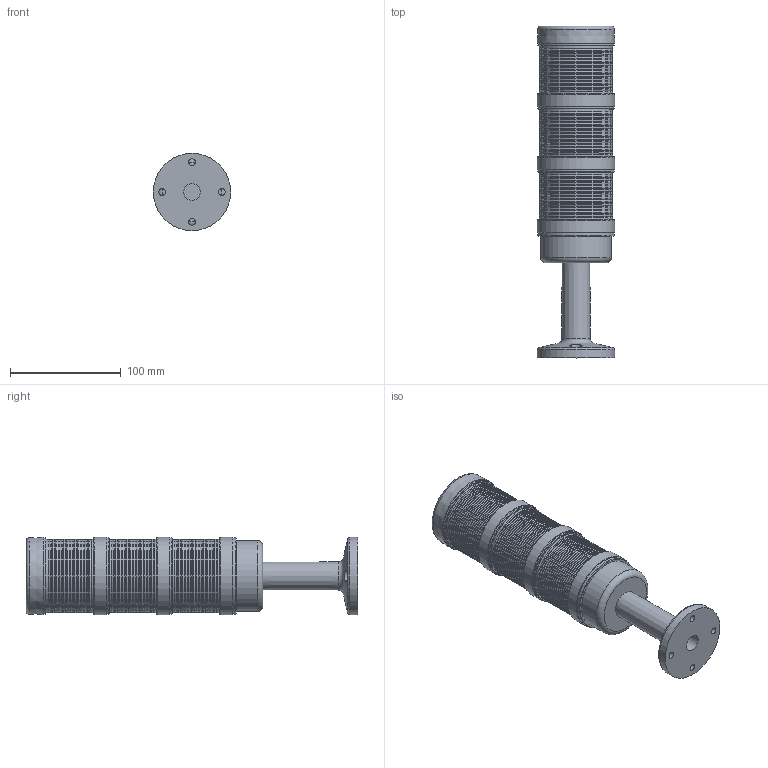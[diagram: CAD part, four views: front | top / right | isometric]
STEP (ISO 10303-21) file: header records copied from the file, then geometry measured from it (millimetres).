
FILE_DESCRIPTION(/* description */ (''),/* implementation_level */ '2;1');
FILE_NAME(/* name */ 'Signal_tower.stp',/* time_stamp */ '2017-09-22T19:23:45+02:00',/* author */ ('Cad'),/* organization */ (''),/* preprocessor_version */ 'ST-DEVELOPER v16.5',/* originating_system */ 'Autodesk Inventor 2017',/* authorisation */ '');
FILE_SCHEMA (('AUTOMOTIVE_DESIGN { 1 0 10303 214 3 1 1 }'));
Length unit declared in the file: millimetre
Products named in the file (6): Signal_tower; Signal_tower_A; Signal_tower_B; Signal_tower_C; Signal_tower_D; Signal_tower_E
Assembly tree (5 placements, depth 2):
  Signal_tower
    Signal_tower_A
    Signal_tower_B
    Signal_tower_C
    Signal_tower_D
    Signal_tower_E
Bounding box: 70 x 300 x 70 mm (x, y, z)
Volume: 296370.5 mm3; surface area: 155476.7 mm2
Topology: 5 solids, 5 shells, 180 faces, 339 edges, 191 vertices
Faces by surface type: cylinder 80, torus 53, plane 33, cone 14
Full cylindrical faces by diameter (mm): 6 x4, 11 x4, 15 x1, 62 x3, 64 x1, 65 x8, 66 x51, 69 x4, 70 x4
Entity records: 3929 total; most frequent: DIRECTION 734, CARTESIAN_POINT 683, AXIS2_PLACEMENT_3D 367, EDGE_LOOP 360, ORIENTED_EDGE 360, FACE_BOUND 180, FACE_OUTER_BOUND 180, VERTEX_POINT 180
